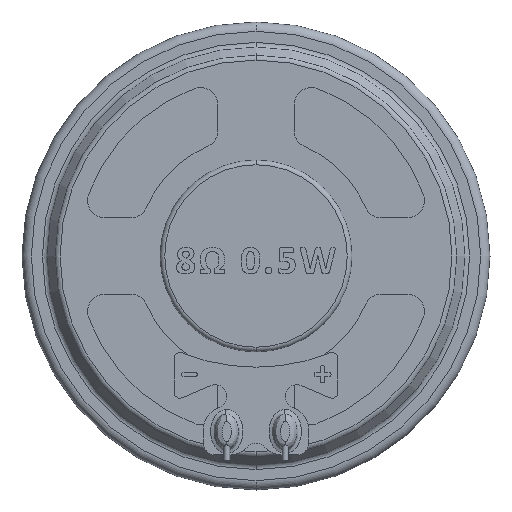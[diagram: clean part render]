
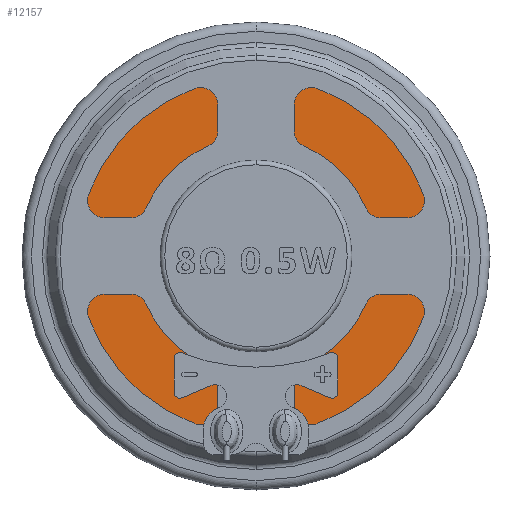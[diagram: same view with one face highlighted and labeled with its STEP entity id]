
A CAD part, front view. The second image highlights one B-rep face of the part: STEP entity #12157.
In plain terms, the highlighted planar face has unit normal (0, -1, 0).
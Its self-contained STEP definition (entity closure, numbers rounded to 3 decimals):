
#89 = DIRECTION ( 'NONE',  ( 0., 0., -1. ) ) ;
#2406 = DIRECTION ( 'NONE',  ( 0., 0., -1. ) ) ;
#2677 = CARTESIAN_POINT ( 'NONE',  ( 0., 2.1, -17.111 ) ) ;
#3595 = EDGE_LOOP ( 'NONE', ( #24301, #27274 ) ) ;
#5109 = CARTESIAN_POINT ( 'NONE',  ( 0., 2.1, 0. ) ) ;
#9725 = PLANE ( 'NONE',  #26801 ) ;
#10573 = CIRCLE ( 'NONE', #27268, 17.111 ) ;
#12157 = ADVANCED_FACE ( 'NONE', ( #33597 ), #9725, .T. ) ;
#15307 = CIRCLE ( 'NONE', #19748, 17.111 ) ;
#19748 = AXIS2_PLACEMENT_3D ( 'NONE', #29581, #26817, #31680 ) ;
#19838 = VERTEX_POINT ( 'NONE', #24804 ) ;
#20362 = DIRECTION ( 'NONE',  ( 0., -1., 0. ) ) ;
#21398 = EDGE_CURVE ( 'NONE', #27443, #19838, #15307, .T. ) ;
#24301 = ORIENTED_EDGE ( 'NONE', *, *, #29811, .T. ) ;
#24804 = CARTESIAN_POINT ( 'NONE',  ( 0., 2.1, 17.111 ) ) ;
#26277 = CARTESIAN_POINT ( 'NONE',  ( 17.111, 2.1, 0. ) ) ;
#26801 = AXIS2_PLACEMENT_3D ( 'NONE', #26277, #20362, #2406 ) ;
#26817 = DIRECTION ( 'NONE',  ( 0., -1., 0. ) ) ;
#27268 = AXIS2_PLACEMENT_3D ( 'NONE', #5109, #31950, #89 ) ;
#27274 = ORIENTED_EDGE ( 'NONE', *, *, #21398, .T. ) ;
#27443 = VERTEX_POINT ( 'NONE', #2677 ) ;
#29581 = CARTESIAN_POINT ( 'NONE',  ( 0., 2.1, 0. ) ) ;
#29811 = EDGE_CURVE ( 'NONE', #19838, #27443, #10573, .T. ) ;
#31680 = DIRECTION ( 'NONE',  ( 0., 0., -1. ) ) ;
#31950 = DIRECTION ( 'NONE',  ( 0., -1., 0. ) ) ;
#33597 = FACE_OUTER_BOUND ( 'NONE', #3595, .T. ) ;
